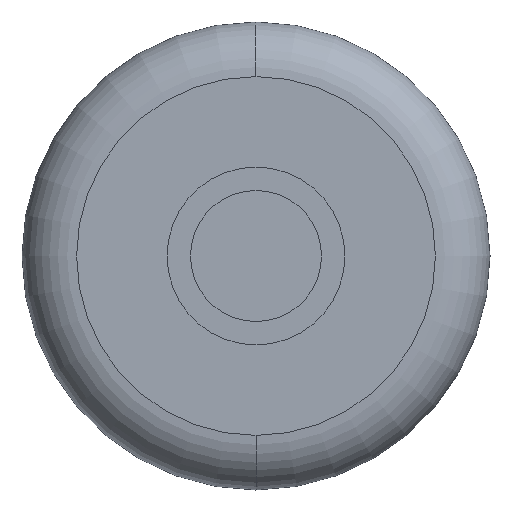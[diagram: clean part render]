
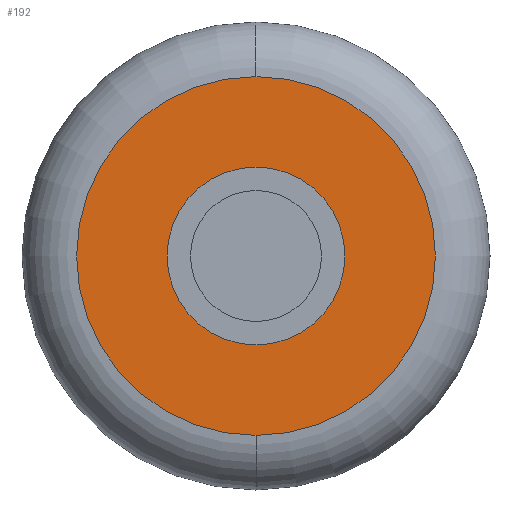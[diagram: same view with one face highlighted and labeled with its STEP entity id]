
A CAD part, left-side view. The second image highlights one B-rep face of the part: STEP entity #192.
In plain terms, the highlighted planar face has unit normal (-1, 0, 0).
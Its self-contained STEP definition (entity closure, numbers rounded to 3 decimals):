
#9 = DIRECTION ( 'NONE',  ( 0., 0., -1. ) ) ;
#11 = CARTESIAN_POINT ( 'NONE',  ( 13., 0., 11.4 ) ) ;
#14 = DIRECTION ( 'NONE',  ( 0., 0., -1. ) ) ;
#17 = DIRECTION ( 'NONE',  ( 0., 0., -1. ) ) ;
#18 = EDGE_LOOP ( 'NONE', ( #289, #254 ) ) ;
#22 = CARTESIAN_POINT ( 'NONE',  ( 13., 0., 0. ) ) ;
#33 = AXIS2_PLACEMENT_3D ( 'NONE', #22, #103, #17 ) ;
#41 = AXIS2_PLACEMENT_3D ( 'NONE', #333, #336, #277 ) ;
#42 = EDGE_CURVE ( 'NONE', #135, #147, #96, .T. ) ;
#52 = DIRECTION ( 'NONE',  ( 1., 0., 0. ) ) ;
#85 = CARTESIAN_POINT ( 'NONE',  ( 13., 0., -23. ) ) ;
#86 = EDGE_LOOP ( 'NONE', ( #229, #273 ) ) ;
#94 = CARTESIAN_POINT ( 'NONE',  ( 13., 0., 0. ) ) ;
#96 = CIRCLE ( 'NONE', #41, 11.4 ) ;
#102 = CIRCLE ( 'NONE', #33, 23. ) ;
#103 = DIRECTION ( 'NONE',  ( -1., 0., 0. ) ) ;
#123 = CARTESIAN_POINT ( 'NONE',  ( 13., 0., 23. ) ) ;
#124 = CIRCLE ( 'NONE', #344, 11.4 ) ;
#125 = EDGE_CURVE ( 'NONE', #147, #135, #124, .T. ) ;
#130 = FACE_BOUND ( 'NONE', #18, .T. ) ;
#135 = VERTEX_POINT ( 'NONE', #340 ) ;
#147 = VERTEX_POINT ( 'NONE', #11 ) ;
#153 = CIRCLE ( 'NONE', #247, 23. ) ;
#168 = VERTEX_POINT ( 'NONE', #123 ) ;
#184 = EDGE_CURVE ( 'NONE', #168, #385, #102, .T. ) ;
#192 = ADVANCED_FACE ( 'NONE', ( #200, #130 ), #251, .F. ) ;
#200 = FACE_OUTER_BOUND ( 'NONE', #86, .T. ) ;
#211 = DIRECTION ( 'NONE',  ( 1., 0., 0. ) ) ;
#218 = CARTESIAN_POINT ( 'NONE',  ( 13., 0., 0. ) ) ;
#229 = ORIENTED_EDGE ( 'NONE', *, *, #256, .T. ) ;
#247 = AXIS2_PLACEMENT_3D ( 'NONE', #218, #311, #14 ) ;
#251 = PLANE ( 'NONE',  #324 ) ;
#254 = ORIENTED_EDGE ( 'NONE', *, *, #42, .T. ) ;
#256 = EDGE_CURVE ( 'NONE', #385, #168, #153, .T. ) ;
#273 = ORIENTED_EDGE ( 'NONE', *, *, #184, .T. ) ;
#277 = DIRECTION ( 'NONE',  ( 0., 0., -1. ) ) ;
#285 = CARTESIAN_POINT ( 'NONE',  ( 13., 0., 0. ) ) ;
#289 = ORIENTED_EDGE ( 'NONE', *, *, #125, .T. ) ;
#311 = DIRECTION ( 'NONE',  ( -1., 0., 0. ) ) ;
#324 = AXIS2_PLACEMENT_3D ( 'NONE', #285, #52, #381 ) ;
#333 = CARTESIAN_POINT ( 'NONE',  ( 13., 0., 0. ) ) ;
#336 = DIRECTION ( 'NONE',  ( 1., 0., 0. ) ) ;
#340 = CARTESIAN_POINT ( 'NONE',  ( 13., 0., -11.4 ) ) ;
#344 = AXIS2_PLACEMENT_3D ( 'NONE', #94, #211, #9 ) ;
#381 = DIRECTION ( 'NONE',  ( 0., 0., -1. ) ) ;
#385 = VERTEX_POINT ( 'NONE', #85 ) ;
